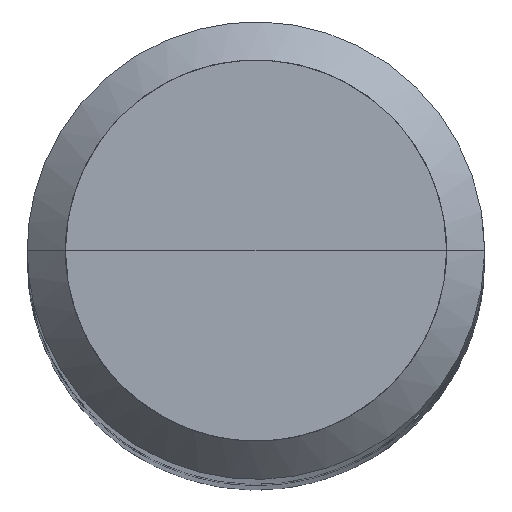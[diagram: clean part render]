
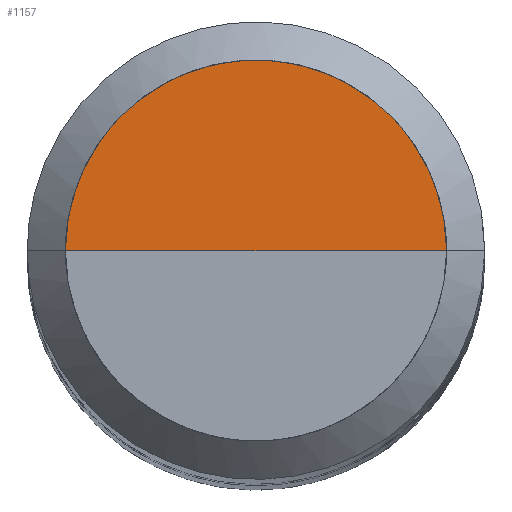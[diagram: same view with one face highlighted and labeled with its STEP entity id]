
A CAD part, top view. The second image highlights one B-rep face of the part: STEP entity #1157.
In plain terms, the highlighted free-form (B-spline) face has degree [1, 2] with [2, 5] control points.
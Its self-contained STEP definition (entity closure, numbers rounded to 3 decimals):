
#938=CARTESIAN_POINT('',(2.5,0.0,36.0));
#939=CARTESIAN_POINT('',(2.5,2.5,36.0));
#940=CARTESIAN_POINT('',(0.0,2.5,36.0));
#941=CARTESIAN_POINT('',(-2.5,2.5,36.0));
#942=CARTESIAN_POINT('',(-2.5,0.0,36.0));
#943=CARTESIAN_POINT('',(0.0,0.0,36.0));
#1142=(
BOUNDED_SURFACE()
B_SPLINE_SURFACE(1,2,(
(#938,#939,#940,#941,#942),
(#943,#943,#943,#943,#943)
), .UNSPECIFIED.,.F.,.F.,.F.)
B_SPLINE_SURFACE_WITH_KNOTS((2,2),(3,2,3),(
0.0,1.0),(
0.0,0.5,1.0), .UNSPECIFIED.)
GEOMETRIC_REPRESENTATION_ITEM()
RATIONAL_B_SPLINE_SURFACE(((1.0,0.707,1.0,0.707,1.0),
(1.0,0.707,1.0,0.707,1.0)
))
REPRESENTATION_ITEM('')
SURFACE()
);
#1143=(
BOUNDED_CURVE()
B_SPLINE_CURVE(1,(#943,#938),.UNSPECIFIED.,.F.,.F.)
B_SPLINE_CURVE_WITH_KNOTS((2,2),
(0.0,1.0),.UNSPECIFIED.)
CURVE()
GEOMETRIC_REPRESENTATION_ITEM()
RATIONAL_B_SPLINE_CURVE((1.0,1.0))
REPRESENTATION_ITEM('')
);
#1144=(
BOUNDED_CURVE()
B_SPLINE_CURVE(2,(#938,#939,#940,#941,#942),.UNSPECIFIED.,.F.,.F.)
B_SPLINE_CURVE_WITH_KNOTS((3,2,3),
(0.0,0.5,1.0),.UNSPECIFIED.)
CURVE()
GEOMETRIC_REPRESENTATION_ITEM()
RATIONAL_B_SPLINE_CURVE((1.0,0.707,1.0,0.707,1.0))
REPRESENTATION_ITEM('')
);
#1145=(
BOUNDED_CURVE()
B_SPLINE_CURVE(1,(#942,#943),.UNSPECIFIED.,.F.,.F.)
B_SPLINE_CURVE_WITH_KNOTS((2,2),
(0.0,1.0),.UNSPECIFIED.)
CURVE()
GEOMETRIC_REPRESENTATION_ITEM()
RATIONAL_B_SPLINE_CURVE((1.0,1.0))
REPRESENTATION_ITEM('')
);
#1146=VERTEX_POINT('',#938);
#1147=VERTEX_POINT('',#942);
#1148=VERTEX_POINT('',#943);
#1149=EDGE_CURVE('',#1148,#1146,#1143,.T.);
#1150=EDGE_CURVE('',#1146,#1147,#1144,.T.);
#1151=EDGE_CURVE('',#1147,#1148,#1145,.T.);
#1152=ORIENTED_EDGE('',*,*,#1149,.T.);
#1153=ORIENTED_EDGE('',*,*,#1150,.T.);
#1154=ORIENTED_EDGE('',*,*,#1151,.T.);
#1155=EDGE_LOOP('',(#1152,#1153,#1154));
#1156=FACE_OUTER_BOUND('',#1155,.T.);
#1157=ADVANCED_FACE('',(#1156),#1142,.T.);
